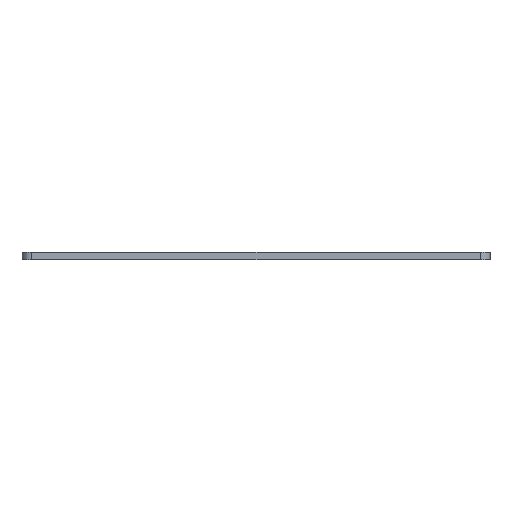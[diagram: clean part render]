
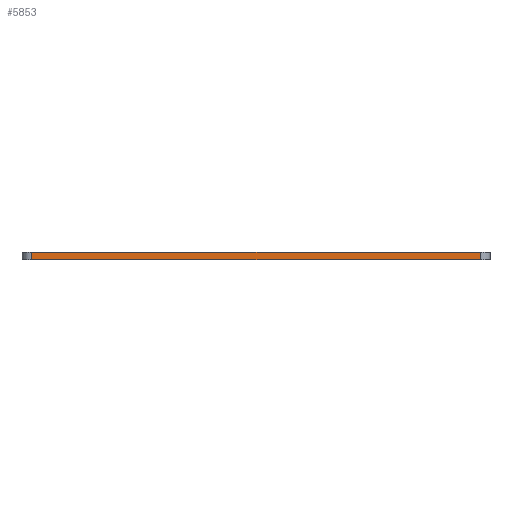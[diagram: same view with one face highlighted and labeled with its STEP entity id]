
A CAD part, left-side view. The second image highlights one B-rep face of the part: STEP entity #5853.
In plain terms, the highlighted planar face has unit normal (-1, 0, 0).
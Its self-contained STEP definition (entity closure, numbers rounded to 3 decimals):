
#146 = VERTEX_POINT('',#147);
#147 = CARTESIAN_POINT('',(-73.819,45.625,0.));
#154 = EDGE_CURVE('',#155,#146,#157,.T.);
#155 = VERTEX_POINT('',#156);
#156 = CARTESIAN_POINT('',(-73.819,-45.625,0.));
#157 = LINE('',#158,#159);
#158 = CARTESIAN_POINT('',(-73.819,-45.625,0.));
#159 = VECTOR('',#160,1.);
#160 = DIRECTION('',(0.,1.,0.));
#2986 = VERTEX_POINT('',#2987);
#2987 = CARTESIAN_POINT('',(-73.819,45.625,1.6));
#2994 = EDGE_CURVE('',#2995,#2986,#2997,.T.);
#2995 = VERTEX_POINT('',#2996);
#2996 = CARTESIAN_POINT('',(-73.819,-45.625,1.6));
#2997 = LINE('',#2998,#2999);
#2998 = CARTESIAN_POINT('',(-73.819,-45.625,1.6));
#2999 = VECTOR('',#3000,1.);
#3000 = DIRECTION('',(0.,1.,0.));
#5823 = EDGE_CURVE('',#146,#2986,#5824,.T.);
#5824 = LINE('',#5825,#5826);
#5825 = CARTESIAN_POINT('',(-73.819,45.625,0.));
#5826 = VECTOR('',#5827,1.);
#5827 = DIRECTION('',(0.,0.,1.));
#5853 = ADVANCED_FACE('',(#5854),#5865,.T.);
#5854 = FACE_BOUND('',#5855,.T.);
#5855 = EDGE_LOOP('',(#5856,#5862,#5863,#5864));
#5856 = ORIENTED_EDGE('',*,*,#5857,.T.);
#5857 = EDGE_CURVE('',#155,#2995,#5858,.T.);
#5858 = LINE('',#5859,#5860);
#5859 = CARTESIAN_POINT('',(-73.819,-45.625,0.));
#5860 = VECTOR('',#5861,1.);
#5861 = DIRECTION('',(0.,0.,1.));
#5862 = ORIENTED_EDGE('',*,*,#2994,.T.);
#5863 = ORIENTED_EDGE('',*,*,#5823,.F.);
#5864 = ORIENTED_EDGE('',*,*,#154,.F.);
#5865 = PLANE('',#5866);
#5866 = AXIS2_PLACEMENT_3D('',#5867,#5868,#5869);
#5867 = CARTESIAN_POINT('',(-73.819,-45.625,0.));
#5868 = DIRECTION('',(-1.,0.,0.));
#5869 = DIRECTION('',(0.,1.,0.));
